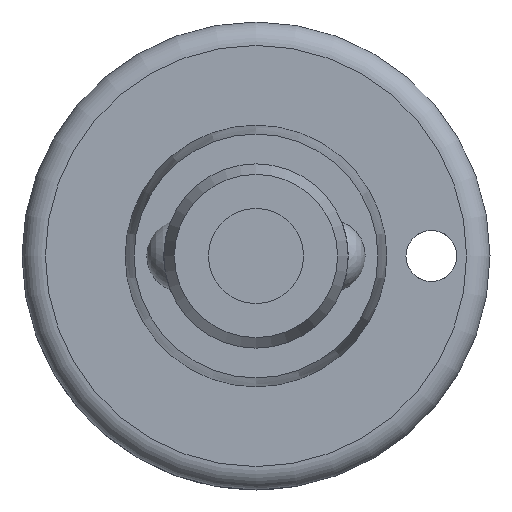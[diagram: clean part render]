
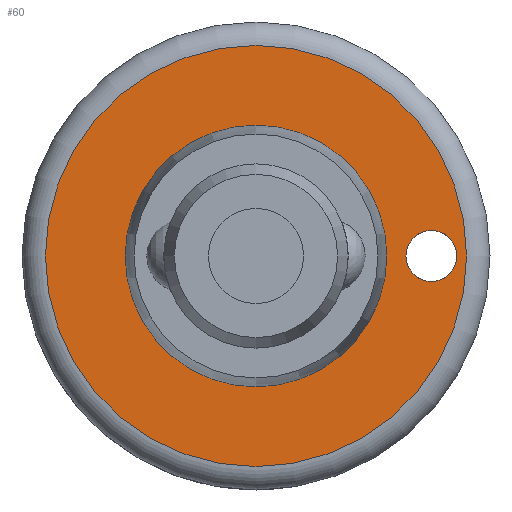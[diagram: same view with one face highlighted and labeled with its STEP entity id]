
A CAD part, front view. The second image highlights one B-rep face of the part: STEP entity #60.
In plain terms, the highlighted planar face has unit normal (0, -1, 0).
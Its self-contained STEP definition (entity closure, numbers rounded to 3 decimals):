
#60 = ADVANCED_FACE( '', ( #134, #135, #136 ), #137, .F. );
#134 = FACE_OUTER_BOUND( '', #222, .T. );
#135 = FACE_BOUND( '', #223, .T. );
#136 = FACE_BOUND( '', #224, .T. );
#137 = PLANE( '', #225 );
#222 = EDGE_LOOP( '', ( #321 ) );
#223 = EDGE_LOOP( '', ( #322 ) );
#224 = EDGE_LOOP( '', ( #323 ) );
#225 = AXIS2_PLACEMENT_3D( '', #324, #325, #326 );
#321 = ORIENTED_EDGE( '', *, *, #417, .F. );
#322 = ORIENTED_EDGE( '', *, *, #408, .T. );
#323 = ORIENTED_EDGE( '', *, *, #418, .T. );
#324 = CARTESIAN_POINT( '', ( -7.1, 17.58, 0. ) );
#325 = DIRECTION( '', ( 0., 1., 0. ) );
#326 = DIRECTION( '', ( 0., 0., 1. ) );
#408 = EDGE_CURVE( '', #458, #458, #459, .T. );
#417 = EDGE_CURVE( '', #472, #472, #473, .T. );
#418 = EDGE_CURVE( '', #474, #474, #475, .T. );
#458 = VERTEX_POINT( '', #650 );
#459 = CIRCLE( '', #651, 1.38 );
#472 = VERTEX_POINT( '', #664 );
#473 = CIRCLE( '', #665, 11.43 );
#474 = VERTEX_POINT( '', #666 );
#475 = CIRCLE( '', #667, 7.1 );
#650 = CARTESIAN_POINT( '', ( 9.52, 17.58, 1.38 ) );
#651 = AXIS2_PLACEMENT_3D( '', #705, #706, #707 );
#664 = CARTESIAN_POINT( '', ( 0., 17.58, 11.43 ) );
#665 = AXIS2_PLACEMENT_3D( '', #720, #721, #722 );
#666 = CARTESIAN_POINT( '', ( 0., 17.58, 7.1 ) );
#667 = AXIS2_PLACEMENT_3D( '', #723, #724, #725 );
#705 = CARTESIAN_POINT( '', ( 9.52, 17.58, 0. ) );
#706 = DIRECTION( '', ( 0., 1., 0. ) );
#707 = DIRECTION( '', ( 0., 0., 1. ) );
#720 = CARTESIAN_POINT( '', ( 0., 17.58, 0. ) );
#721 = DIRECTION( '', ( 0., 1., 0. ) );
#722 = DIRECTION( '', ( 0., 0., 1. ) );
#723 = CARTESIAN_POINT( '', ( 0., 17.58, 0. ) );
#724 = DIRECTION( '', ( 0., 1., 0. ) );
#725 = DIRECTION( '', ( 0., 0., 1. ) );
